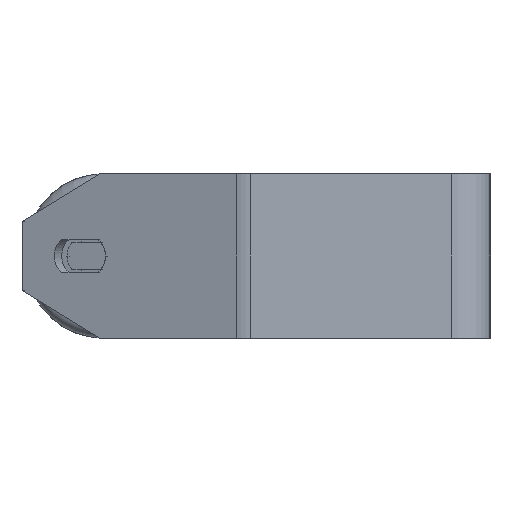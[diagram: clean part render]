
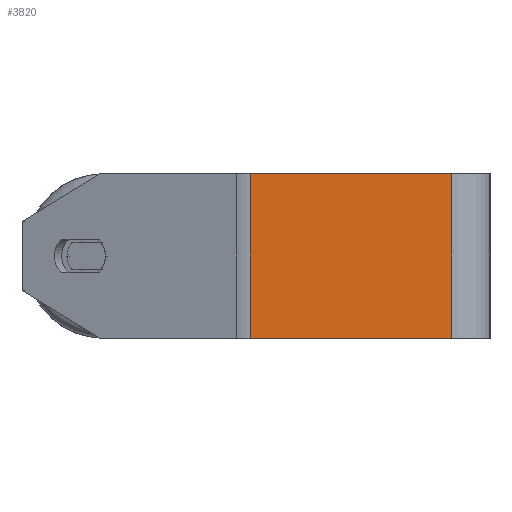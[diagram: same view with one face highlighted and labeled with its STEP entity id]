
A CAD part, left-side view. The second image highlights one B-rep face of the part: STEP entity #3820.
In plain terms, the highlighted planar face has unit normal (-1, 0, 0).
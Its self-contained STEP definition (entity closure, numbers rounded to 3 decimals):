
#868 = VERTEX_POINT ( 'NONE', #3723 ) ;
#884 = ORIENTED_EDGE ( 'NONE', *, *, #5099, .T. ) ;
#1315 = LINE ( 'NONE', #5335, #5491 ) ;
#1444 = DIRECTION ( 'NONE',  ( 1., 0., 0. ) ) ;
#2121 = VERTEX_POINT ( 'NONE', #4649 ) ;
#2170 = CARTESIAN_POINT ( 'NONE',  ( -340., 90.217, 30. ) ) ;
#2284 = CARTESIAN_POINT ( 'NONE',  ( -340., 14., 30. ) ) ;
#2671 = CARTESIAN_POINT ( 'NONE',  ( -340., 14., -30. ) ) ;
#3459 = DIRECTION ( 'NONE',  ( 0., 0., -1. ) ) ;
#3723 = CARTESIAN_POINT ( 'NONE',  ( -340., 14., 30. ) ) ;
#3734 = LINE ( 'NONE', #2284, #4785 ) ;
#3820 = ADVANCED_FACE ( 'NONE', ( #4608 ), #6526, .F. ) ;
#3856 = VECTOR ( 'NONE', #4771, 1000. ) ;
#3956 = VERTEX_POINT ( 'NONE', #4145 ) ;
#3966 = AXIS2_PLACEMENT_3D ( 'NONE', #7305, #1444, #3459 ) ;
#4132 = CARTESIAN_POINT ( 'NONE',  ( -340., 90.217, -30. ) ) ;
#4145 = CARTESIAN_POINT ( 'NONE',  ( -340., 87.748, -30. ) ) ;
#4400 = EDGE_CURVE ( 'NONE', #868, #5588, #3734, .T. ) ;
#4501 = ORIENTED_EDGE ( 'NONE', *, *, #7591, .F. ) ;
#4608 = FACE_OUTER_BOUND ( 'NONE', #5772, .T. ) ;
#4649 = CARTESIAN_POINT ( 'NONE',  ( -340., 87.748, 30. ) ) ;
#4771 = DIRECTION ( 'NONE',  ( 0., -1., 0. ) ) ;
#4785 = VECTOR ( 'NONE', #6931, 1000. ) ;
#5099 = EDGE_CURVE ( 'NONE', #3956, #5588, #6770, .T. ) ;
#5335 = CARTESIAN_POINT ( 'NONE',  ( -340., 87.748, 30. ) ) ;
#5491 = VECTOR ( 'NONE', #6482, 1000. ) ;
#5496 = DIRECTION ( 'NONE',  ( 0., -1., 0. ) ) ;
#5588 = VERTEX_POINT ( 'NONE', #2671 ) ;
#5758 = EDGE_CURVE ( 'NONE', #2121, #3956, #1315, .T. ) ;
#5772 = EDGE_LOOP ( 'NONE', ( #884, #6995, #4501, #6555 ) ) ;
#6026 = VECTOR ( 'NONE', #5496, 1000. ) ;
#6482 = DIRECTION ( 'NONE',  ( 0., 0., -1. ) ) ;
#6526 = PLANE ( 'NONE',  #3966 ) ;
#6555 = ORIENTED_EDGE ( 'NONE', *, *, #5758, .T. ) ;
#6770 = LINE ( 'NONE', #4132, #6026 ) ;
#6931 = DIRECTION ( 'NONE',  ( 0., 0., -1. ) ) ;
#6995 = ORIENTED_EDGE ( 'NONE', *, *, #4400, .F. ) ;
#7305 = CARTESIAN_POINT ( 'NONE',  ( -340., 90.217, 30. ) ) ;
#7591 = EDGE_CURVE ( 'NONE', #2121, #868, #8034, .T. ) ;
#8034 = LINE ( 'NONE', #2170, #3856 ) ;
